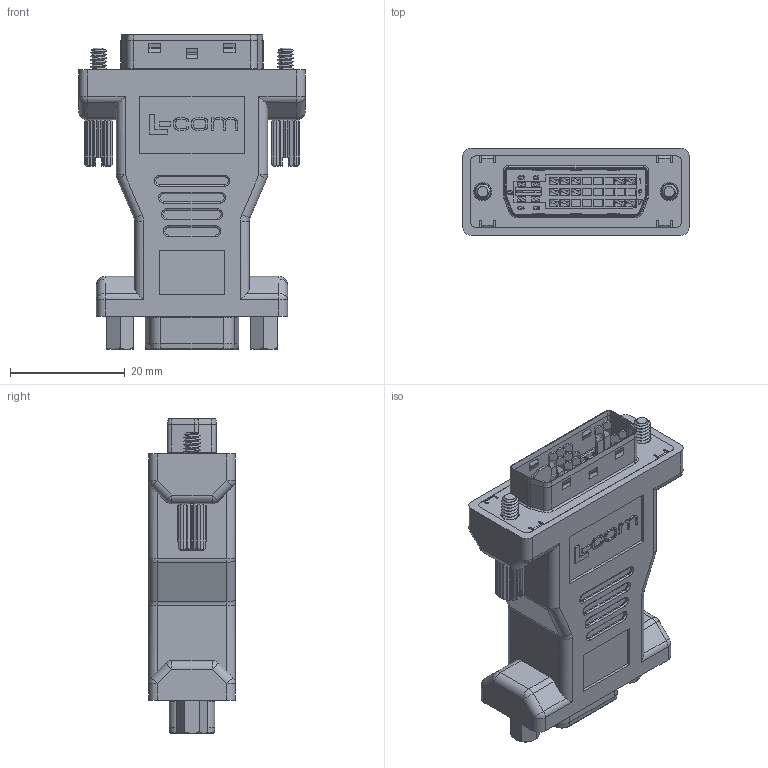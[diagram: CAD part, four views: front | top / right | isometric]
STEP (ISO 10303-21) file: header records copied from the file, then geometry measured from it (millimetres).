
FILE_DESCRIPTION (( 'STEP AP203' ), '1' );
FILE_NAME ('DMB601MF.STEP', '2014-11-17T14:15:36', ( 'x' ), ( '' ), 'SwSTEP 2.0', 'SolidWorks 2014', '' );
FILE_SCHEMA (( 'CONFIG_CONTROL_DESIGN' ));
Length unit declared in the file: inch
Products named in the file (6): MTN-684; MTN-683; 1AH01-012___; 1AC08-023; 1AJ06-030_SP26456; DMB601MF
Assembly tree (6 placements, depth 2):
  DMB601MF
    MTN-684
    MTN-683
    1AH01-012___
    1AC08-023
    1AJ06-030_SP26456  x2
Bounding box: 39.5 x 15.11 x 54.83 mm (x, y, z)
Volume: 26080.2 mm3; surface area: 14227.5 mm2
Topology: 9 solids, 9 shells, 2143 faces, 5371 edges, 3383 vertices
Faces by surface type: plane 1232, cylinder 510, bspline 166, cone 119, torus 84, sphere 32
Entity records: 66420 total; most frequent: CARTESIAN_POINT 18217, ORIENTED_EDGE 10038, DIRECTION 9418, EDGE_CURVE 5019, VECTOR 3518, LINE 3518, VERTEX_POINT 3166, AXIS2_PLACEMENT_3D 2950
